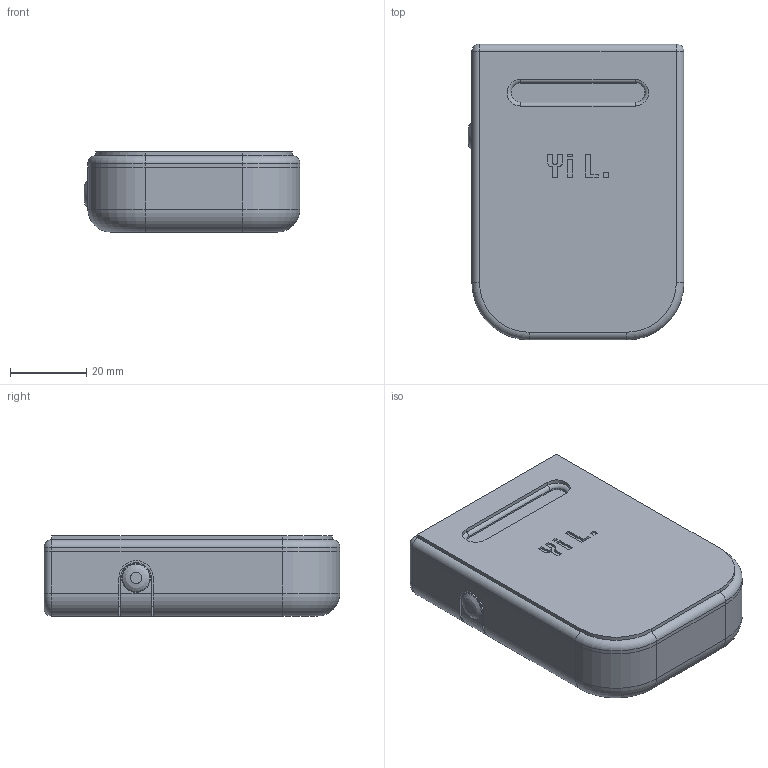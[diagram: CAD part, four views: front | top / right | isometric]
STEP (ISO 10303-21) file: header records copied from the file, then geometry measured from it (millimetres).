
FILE_DESCRIPTION(/* description */ (''),/* implementation_level */ '2;1');
FILE_NAME(/* name */ 'EnclosureDesignLabv3 v2.step',/* time_stamp */ '2024-02-12T20:47:41-08:00',/* author */ (''),/* organization */ (''),/* preprocessor_version */ 'ST-DEVELOPER v20',/* originating_system */ 'Autodesk Translation Framework v12.20.1.177',/* authorisation */ '');
FILE_SCHEMA (('AUTOMOTIVE_DESIGN { 1 0 10303 214 3 1 1 }'));
Length unit declared in the file: millimetre
Products named in the file (1): Enclosure_Example_20240207 v3
Bounding box: 56.56 x 77.5 x 21 mm (x, y, z)
Volume: 32886.9 mm3; surface area: 29513 mm2
Topology: 3 solids, 3 shells, 192 faces, 470 edges, 301 vertices
Faces by surface type: plane 110, cylinder 64, torus 8, bspline 7, sphere 2, cone 1
Full cylindrical faces by diameter (mm): 1.75 x2, 2.75 x4, 3.5 x3, 5.15 x4, 5.75 x1, 7 x4, 11.8 x1
Entity records: 5793 total; most frequent: CARTESIAN_POINT 1092, DIRECTION 985, ORIENTED_EDGE 940, EDGE_CURVE 470, AXIS2_PLACEMENT_3D 341, LINE 303, VECTOR 303, VERTEX_POINT 301
